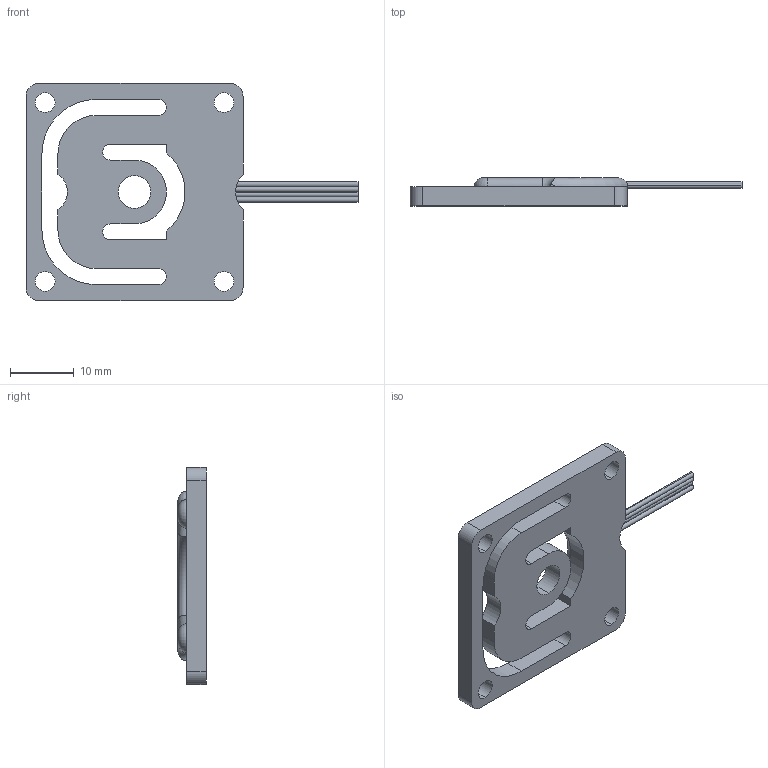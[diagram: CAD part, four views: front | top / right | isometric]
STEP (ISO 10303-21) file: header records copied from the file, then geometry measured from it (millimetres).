
FILE_DESCRIPTION (( 'STEP AP203' ), '1' );
FILE_NAME ('LOW_PROFILE_COMPRESSION_LOAD_CELL_1KN.STEP', '2022-03-28T15:41:32', ( '' ), ( '' ), 'SwSTEP 2.0', 'SolidWorks 2015', '' );
FILE_SCHEMA (( 'CONFIG_CONTROL_DESIGN' ));
Length unit declared in the file: millimetre
Products named in the file (1): LOW_PROFILE_COMPRESSION_LOAD_CELL_1KN
Bounding box: 52 x 4.4 x 34 mm (x, y, z)
Volume: 3054.8 mm3; surface area: 3797.7 mm2
Topology: 6 solids, 6 shells, 82 faces, 210 edges, 140 vertices
Faces by surface type: cylinder 40, plane 34, torus 8
Entity records: 2685 total; most frequent: CARTESIAN_POINT 530, DIRECTION 452, ORIENTED_EDGE 420, EDGE_CURVE 210, AXIS2_PLACEMENT_3D 174, VERTEX_POINT 140, VECTOR 104, LINE 104
